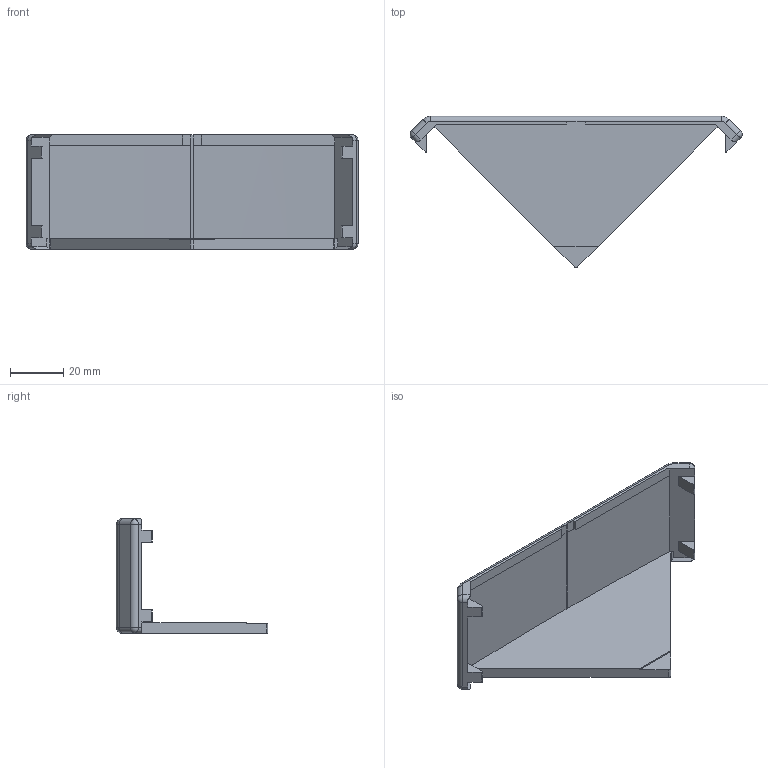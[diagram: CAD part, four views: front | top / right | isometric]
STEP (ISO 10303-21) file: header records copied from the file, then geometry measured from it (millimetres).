
FILE_DESCRIPTION(/* description */ ('TAPPO PER SQUADRETTA 43X86 NERO'),/* implementation_level */ '2;1');
FILE_NAME(/* name */ 'CTPYY0000021.stp',/* time_stamp */ '2019-07-22T17:42:38+02:00',/* author */ ('fzagni'),/* organization */ (''),/* preprocessor_version */ 'ST-DEVELOPER v17.2',/* originating_system */ 'Autodesk Inventor 2019',/* authorisation */ '');
FILE_SCHEMA (('AUTOMOTIVE_DESIGN { 1 0 10303 214 3 1 1 }'));
Length unit declared in the file: millimetre
Products named in the file (1): CTPYY0000021
Bounding box: 124.88 x 56.91 x 43 mm (x, y, z)
Volume: 26606.9 mm3; surface area: 18488.3 mm2
Topology: 1 solids, 1 shells, 75 faces, 195 edges, 122 vertices
Faces by surface type: plane 44, cylinder 23, sphere 4, bspline 4
Entity records: 2330 total; most frequent: CARTESIAN_POINT 425, DIRECTION 395, ORIENTED_EDGE 390, EDGE_CURVE 195, LINE 139, VECTOR 139, AXIS2_PLACEMENT_3D 128, VERTEX_POINT 122
